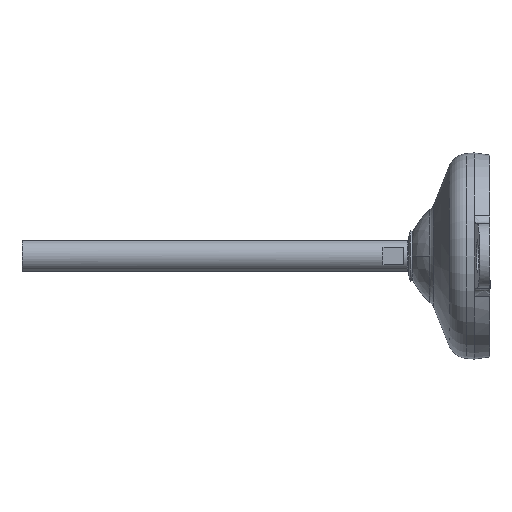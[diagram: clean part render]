
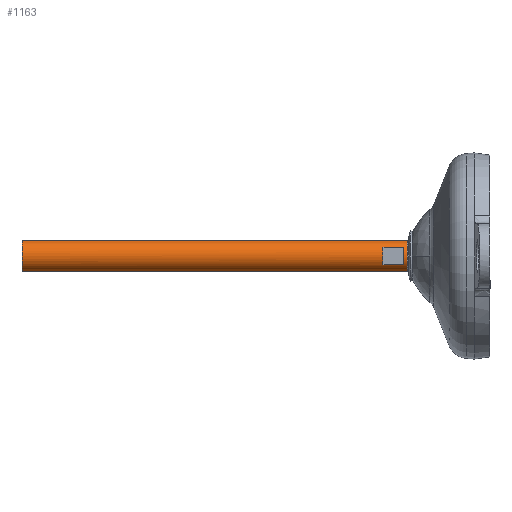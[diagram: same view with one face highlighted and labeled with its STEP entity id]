
A CAD part, left-side view. The second image highlights one B-rep face of the part: STEP entity #1163.
In plain terms, the highlighted cylindrical face has radius 6 mm (diameter 12 mm), a partial arc.
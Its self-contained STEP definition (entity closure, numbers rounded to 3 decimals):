
#11 = CARTESIAN_POINT ( 'NONE',  ( -5., 0., 3.317 ) ) ;
#13 = AXIS2_PLACEMENT_3D ( 'NONE', #1038, #898, #1173 ) ;
#33 = DIRECTION ( 'NONE',  ( 0., -1., 0. ) ) ;
#38 = DIRECTION ( 'NONE',  ( 0., -1., 0. ) ) ;
#43 = CIRCLE ( 'NONE', #1027, 6. ) ;
#54 = VERTEX_POINT ( 'NONE', #1106 ) ;
#81 = ORIENTED_EDGE ( 'NONE', *, *, #773, .F. ) ;
#112 = EDGE_CURVE ( 'NONE', #376, #761, #130, .T. ) ;
#129 = CARTESIAN_POINT ( 'NONE',  ( 0., 0., 0. ) ) ;
#130 = CIRCLE ( 'NONE', #240, 6. ) ;
#170 = ORIENTED_EDGE ( 'NONE', *, *, #227, .T. ) ;
#180 = CARTESIAN_POINT ( 'NONE',  ( 0., 181.5, -6. ) ) ;
#181 = CARTESIAN_POINT ( 'NONE',  ( 0., 181.5, 6. ) ) ;
#203 = EDGE_LOOP ( 'NONE', ( #472, #1068, #684, #81 ) ) ;
#227 = EDGE_CURVE ( 'NONE', #1588, #1219, #1080, .T. ) ;
#240 = AXIS2_PLACEMENT_3D ( 'NONE', #699, #33, #620 ) ;
#243 = AXIS2_PLACEMENT_3D ( 'NONE', #455, #1634, #838 ) ;
#264 = VERTEX_POINT ( 'NONE', #1289 ) ;
#271 = VECTOR ( 'NONE', #1288, 1000. ) ;
#315 = CARTESIAN_POINT ( 'NONE',  ( 0., 32., -6. ) ) ;
#376 = VERTEX_POINT ( 'NONE', #181 ) ;
#396 = FACE_BOUND ( 'NONE', #1590, .T. ) ;
#410 = CARTESIAN_POINT ( 'NONE',  ( -5., 0., -3.317 ) ) ;
#455 = CARTESIAN_POINT ( 'NONE',  ( 0., 32., 0. ) ) ;
#472 = ORIENTED_EDGE ( 'NONE', *, *, #568, .F. ) ;
#525 = CIRCLE ( 'NONE', #243, 6. ) ;
#568 = EDGE_CURVE ( 'NONE', #376, #54, #1154, .T. ) ;
#620 = DIRECTION ( 'NONE',  ( 0., 0., -1. ) ) ;
#649 = VERTEX_POINT ( 'NONE', #1601 ) ;
#658 = ORIENTED_EDGE ( 'NONE', *, *, #1140, .T. ) ;
#661 = DIRECTION ( 'NONE',  ( 0., -1., 0. ) ) ;
#684 = ORIENTED_EDGE ( 'NONE', *, *, #718, .T. ) ;
#699 = CARTESIAN_POINT ( 'NONE',  ( 0., 181.5, 0. ) ) ;
#704 = LINE ( 'NONE', #11, #1361 ) ;
#718 = EDGE_CURVE ( 'NONE', #761, #1339, #1326, .T. ) ;
#761 = VERTEX_POINT ( 'NONE', #180 ) ;
#773 = EDGE_CURVE ( 'NONE', #54, #1339, #525, .T. ) ;
#781 = DIRECTION ( 'NONE',  ( 0., -1., 0. ) ) ;
#838 = DIRECTION ( 'NONE',  ( 0., 0., -1. ) ) ;
#845 = EDGE_CURVE ( 'NONE', #264, #1588, #704, .T. ) ;
#879 = ORIENTED_EDGE ( 'NONE', *, *, #845, .T. ) ;
#885 = CARTESIAN_POINT ( 'NONE',  ( 0., 0., 6. ) ) ;
#898 = DIRECTION ( 'NONE',  ( 0., -1., 0. ) ) ;
#931 = CYLINDRICAL_SURFACE ( 'NONE', #1674, 6. ) ;
#946 = DIRECTION ( 'NONE',  ( 0., 1., 0. ) ) ;
#990 = DIRECTION ( 'NONE',  ( 0., 0., -1. ) ) ;
#1027 = AXIS2_PLACEMENT_3D ( 'NONE', #1626, #1384, #1518 ) ;
#1038 = CARTESIAN_POINT ( 'NONE',  ( 0., 33.5, 0. ) ) ;
#1068 = ORIENTED_EDGE ( 'NONE', *, *, #112, .T. ) ;
#1080 = CIRCLE ( 'NONE', #13, 6. ) ;
#1097 = CARTESIAN_POINT ( 'NONE',  ( -5., 33.5, 3.317 ) ) ;
#1106 = CARTESIAN_POINT ( 'NONE',  ( 0., 32., 6. ) ) ;
#1140 = EDGE_CURVE ( 'NONE', #1219, #649, #1585, .T. ) ;
#1154 = LINE ( 'NONE', #885, #271 ) ;
#1163 = ADVANCED_FACE ( 'NONE', ( #1600, #396 ), #931, .T. ) ;
#1173 = DIRECTION ( 'NONE',  ( 0., 0., -1. ) ) ;
#1185 = CARTESIAN_POINT ( 'NONE',  ( 0., 0., -6. ) ) ;
#1213 = CARTESIAN_POINT ( 'NONE',  ( -5., 33.5, -3.317 ) ) ;
#1219 = VERTEX_POINT ( 'NONE', #1213 ) ;
#1225 = EDGE_CURVE ( 'NONE', #649, #264, #43, .T. ) ;
#1288 = DIRECTION ( 'NONE',  ( 0., -1., 0. ) ) ;
#1289 = CARTESIAN_POINT ( 'NONE',  ( -5., 41.5, 3.317 ) ) ;
#1326 = LINE ( 'NONE', #1185, #1416 ) ;
#1339 = VERTEX_POINT ( 'NONE', #315 ) ;
#1361 = VECTOR ( 'NONE', #38, 1000. ) ;
#1384 = DIRECTION ( 'NONE',  ( 0., 1., 0. ) ) ;
#1416 = VECTOR ( 'NONE', #781, 1000. ) ;
#1423 = ORIENTED_EDGE ( 'NONE', *, *, #1225, .T. ) ;
#1518 = DIRECTION ( 'NONE',  ( 0., 0., 1. ) ) ;
#1585 = LINE ( 'NONE', #410, #1699 ) ;
#1588 = VERTEX_POINT ( 'NONE', #1097 ) ;
#1590 = EDGE_LOOP ( 'NONE', ( #658, #1423, #879, #170 ) ) ;
#1600 = FACE_OUTER_BOUND ( 'NONE', #203, .T. ) ;
#1601 = CARTESIAN_POINT ( 'NONE',  ( -5., 41.5, -3.317 ) ) ;
#1626 = CARTESIAN_POINT ( 'NONE',  ( 0., 41.5, 0. ) ) ;
#1634 = DIRECTION ( 'NONE',  ( 0., -1., 0. ) ) ;
#1674 = AXIS2_PLACEMENT_3D ( 'NONE', #129, #661, #990 ) ;
#1699 = VECTOR ( 'NONE', #946, 1000. ) ;
